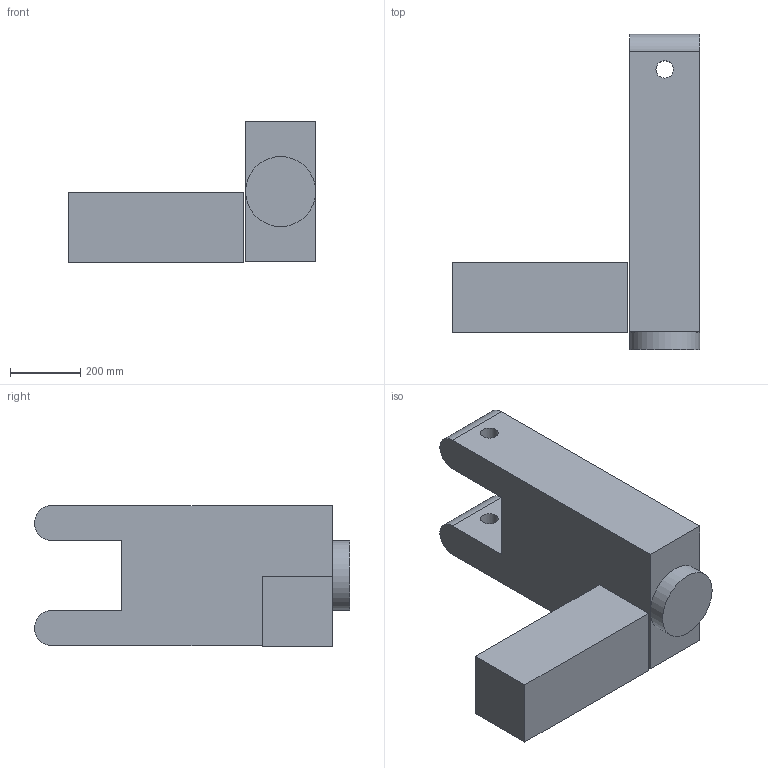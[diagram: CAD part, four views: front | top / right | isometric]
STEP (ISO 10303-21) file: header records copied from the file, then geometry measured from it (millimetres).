
FILE_DESCRIPTION(/* description */ (''),/* implementation_level */ '2;1');
FILE_NAME(/* name */ 'Link 1 v11.step',/* time_stamp */ '2021-05-15T19:56:52+05:00',/* author */ (''),/* organization */ (''),/* preprocessor_version */ 'ST-DEVELOPER v18.1',/* originating_system */ 'Autodesk Translation Framework v10.6.0.1341',/* authorisation */ '');
FILE_SCHEMA (('AUTOMOTIVE_DESIGN { 1 0 10303 214 3 1 1 }'));
Length unit declared in the file: millimetre
Products named in the file (1): Link 1
Bounding box: 706.44 x 900 x 402.59 mm (x, y, z)
Volume: 78748893.6 mm3; surface area: 1693517.7 mm2
Topology: 2 solids, 2 shells, 21 faces, 48 edges, 31 vertices
Faces by surface type: plane 16, cylinder 5
Full cylindrical faces by diameter (mm): 50 x2, 200 x1
Entity records: 629 total; most frequent: DIRECTION 103, CARTESIAN_POINT 101, ORIENTED_EDGE 96, EDGE_CURVE 48, LINE 37, VECTOR 37, AXIS2_PLACEMENT_3D 33, VERTEX_POINT 31
